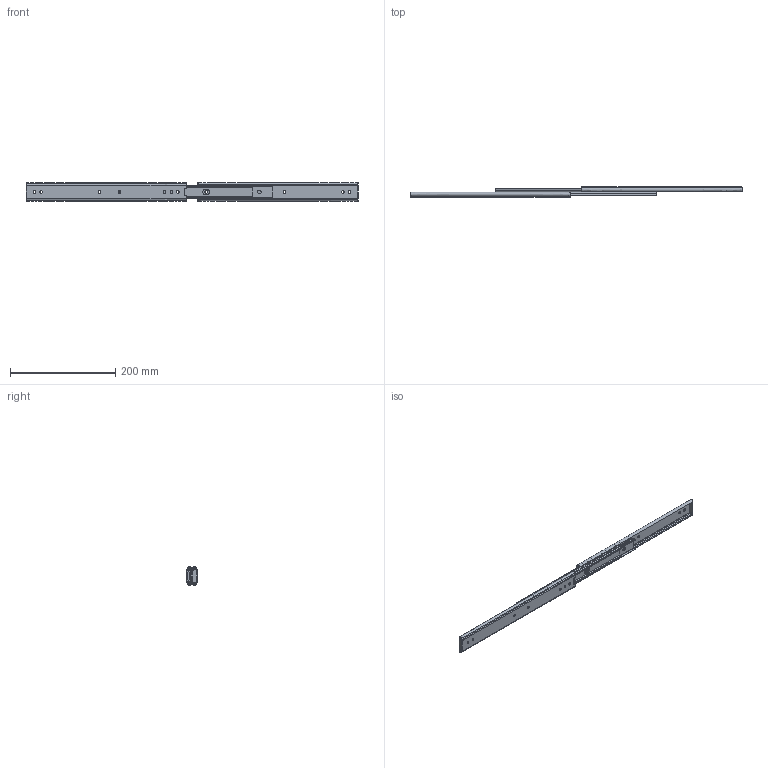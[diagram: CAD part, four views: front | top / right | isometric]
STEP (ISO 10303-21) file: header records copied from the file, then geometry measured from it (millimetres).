
FILE_DESCRIPTION((''),'2;1');
FILE_NAME('','2005-12-14T15:45:30',(''),(''),'','CADfix','');
FILE_SCHEMA(('AUTOMOTIVE_DESIGN'));
Length unit declared in the file: millimetre
Products named in the file (8): member_B_mr-1; member_A_mr-1; ball; retainer_mr-1; retainer; member_B; member_A; TM_167_12_25158_36
Assembly tree (50 placements, depth 2):
  TM_167_12_25158_36
    member_B_mr-1
    member_A_mr-1
    ball  x44
    retainer_mr-1
    retainer
    member_B
    member_A
Bounding box: 632 x 19.1 x 35.3 mm (x, y, z)
Volume: 91078.5 mm3; surface area: 133076.9 mm2
Topology: 50 solids, 50 shells, 748 faces, 2080 edges, 1472 vertices
Faces by surface type: bspline 748
Entity records: 24159 total; most frequent: CARTESIAN_POINT 11912, ORIENTED_EDGE 3988, EDGE_CURVE 1994, QUASI_UNIFORM_CURVE 1402, VERTEX_POINT 1386, EDGE_LOOP 838, FACE_OUTER_BOUND 662, ADVANCED_FACE 662
